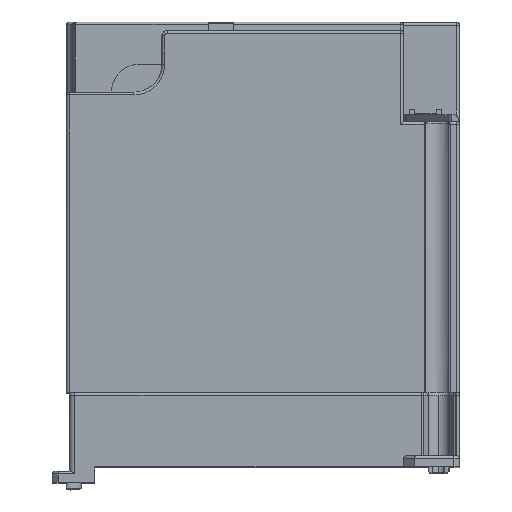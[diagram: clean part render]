
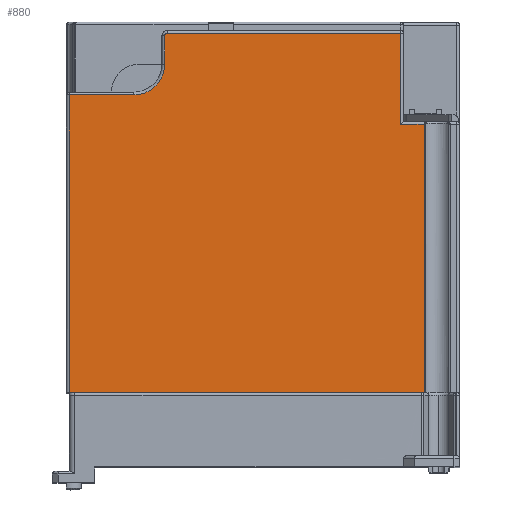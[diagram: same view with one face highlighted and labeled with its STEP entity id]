
A CAD part, top view. The second image highlights one B-rep face of the part: STEP entity #880.
In plain terms, the highlighted planar face has unit normal (0, 0, 1).
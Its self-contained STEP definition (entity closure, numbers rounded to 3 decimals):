
#880=ADVANCED_FACE('',(#1831),#1315,.T.);
#1315=PLANE('',#12132);
#1831=FACE_OUTER_BOUND('',#2488,.T.);
#2488=EDGE_LOOP('',(#5509,#5510,#5511,#5512,#5513,#5514,#5515,#5516,#5517,
#5518));
#2899=CIRCLE('',#12021,1.);
#2947=CIRCLE('',#12131,11.);
#5509=ORIENTED_EDGE('',*,*,#8743,.T.);
#5510=ORIENTED_EDGE('',*,*,#8744,.F.);
#5511=ORIENTED_EDGE('',*,*,#8745,.F.);
#5512=ORIENTED_EDGE('',*,*,#8511,.F.);
#5513=ORIENTED_EDGE('',*,*,#8746,.F.);
#5514=ORIENTED_EDGE('',*,*,#8747,.F.);
#5515=ORIENTED_EDGE('',*,*,#8737,.F.);
#5516=ORIENTED_EDGE('',*,*,#8748,.T.);
#5517=ORIENTED_EDGE('',*,*,#8749,.T.);
#5518=ORIENTED_EDGE('',*,*,#8750,.T.);
#7120=VERTEX_POINT('',#18062);
#7121=VERTEX_POINT('',#18064);
#7279=VERTEX_POINT('',#18887);
#7280=VERTEX_POINT('',#18889);
#7285=VERTEX_POINT('',#18902);
#7286=VERTEX_POINT('',#18903);
#7287=VERTEX_POINT('',#18905);
#7288=VERTEX_POINT('',#18908);
#7289=VERTEX_POINT('',#18911);
#7290=VERTEX_POINT('',#18913);
#8511=EDGE_CURVE('',#7120,#7121,#2899,.T.);
#8737=EDGE_CURVE('',#7279,#7280,#10037,.T.);
#8743=EDGE_CURVE('',#7285,#7286,#10042,.T.);
#8744=EDGE_CURVE('',#7287,#7286,#10043,.T.);
#8745=EDGE_CURVE('',#7121,#7287,#10044,.T.);
#8746=EDGE_CURVE('',#7288,#7120,#10045,.T.);
#8747=EDGE_CURVE('',#7280,#7288,#2947,.T.);
#8748=EDGE_CURVE('',#7279,#7289,#10046,.T.);
#8749=EDGE_CURVE('',#7289,#7290,#10047,.T.);
#8750=EDGE_CURVE('',#7290,#7285,#10048,.T.);
#10037=LINE('',#18888,#11177);
#10042=LINE('',#18901,#11182);
#10043=LINE('',#18904,#11183);
#10044=LINE('',#18906,#11184);
#10045=LINE('',#18907,#11185);
#10046=LINE('',#18910,#11186);
#10047=LINE('',#18912,#11187);
#10048=LINE('',#18914,#11188);
#11177=VECTOR('',#14725,1.);
#11182=VECTOR('',#14736,1.);
#11183=VECTOR('',#14737,1.);
#11184=VECTOR('',#14738,1.);
#11185=VECTOR('',#14739,1.);
#11186=VECTOR('',#14742,1.);
#11187=VECTOR('',#14743,1.);
#11188=VECTOR('',#14744,1.);
#12021=AXIS2_PLACEMENT_3D('',#18063,#14358,#14359);
#12131=AXIS2_PLACEMENT_3D('',#18909,#14740,#14741);
#12132=AXIS2_PLACEMENT_3D('',#18915,#14745,#14746);
#14358=DIRECTION('',(0.,0.,-1.));
#14359=DIRECTION('',(-1.,0.,0.));
#14725=DIRECTION('',(1.,0.,0.));
#14736=DIRECTION('',(-1.,0.,0.));
#14737=DIRECTION('',(0.,-1.,0.));
#14738=DIRECTION('',(1.,0.,0.));
#14739=DIRECTION('',(0.,1.,0.));
#14740=DIRECTION('',(0.,0.,1.));
#14741=DIRECTION('',(0.,-1.,0.));
#14742=DIRECTION('',(0.,-1.,0.));
#14743=DIRECTION('',(1.,0.,0.));
#14744=DIRECTION('',(0.,1.,0.));
#14745=DIRECTION('',(0.,0.,1.));
#14746=DIRECTION('',(1.,0.,0.));
#18062=CARTESIAN_POINT('',(-31.5,226.5,65.));
#18063=CARTESIAN_POINT('',(-30.5,226.5,65.));
#18064=CARTESIAN_POINT('',(-30.5,227.5,65.));
#18887=CARTESIAN_POINT('',(-65.5,205.5,65.));
#18888=CARTESIAN_POINT('',(-65.5,205.5,65.));
#18889=CARTESIAN_POINT('',(-42.5,205.5,65.));
#18901=CARTESIAN_POINT('',(60.89,195.,65.));
#18902=CARTESIAN_POINT('',(60.89,195.,65.));
#18903=CARTESIAN_POINT('',(52.5,195.,65.));
#18904=CARTESIAN_POINT('',(52.5,227.5,65.));
#18905=CARTESIAN_POINT('',(52.5,227.5,65.));
#18906=CARTESIAN_POINT('',(-30.5,227.5,65.));
#18907=CARTESIAN_POINT('',(-31.5,216.5,65.));
#18908=CARTESIAN_POINT('',(-31.5,216.5,65.));
#18909=CARTESIAN_POINT('',(-42.5,216.5,65.));
#18910=CARTESIAN_POINT('',(-65.5,205.5,65.));
#18911=CARTESIAN_POINT('',(-65.5,99.5,65.));
#18912=CARTESIAN_POINT('',(-65.5,99.5,65.));
#18913=CARTESIAN_POINT('',(60.89,99.5,65.));
#18914=CARTESIAN_POINT('',(60.89,99.5,65.));
#18915=CARTESIAN_POINT('',(-66.5,99.5,65.));
